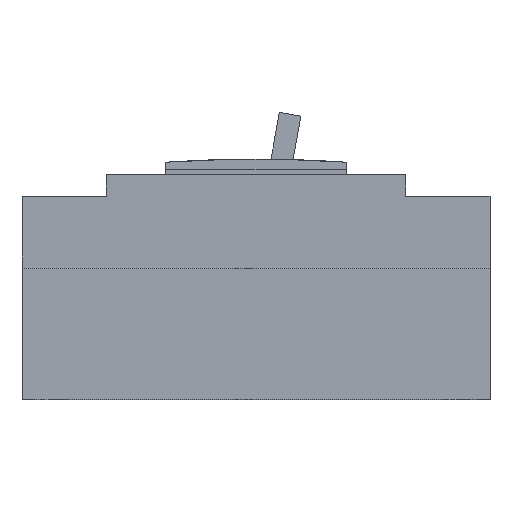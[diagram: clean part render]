
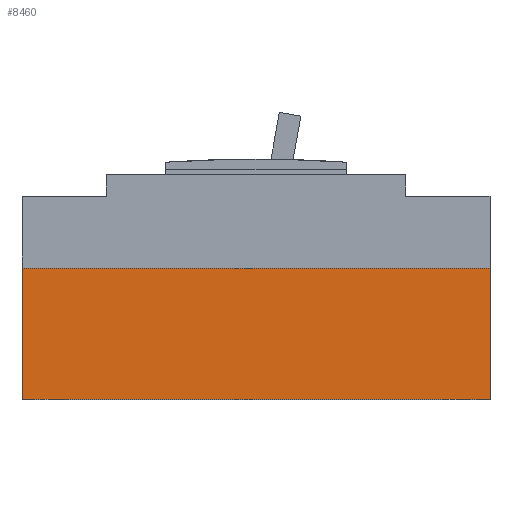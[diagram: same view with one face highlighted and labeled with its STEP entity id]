
A CAD part, top view. The second image highlights one B-rep face of the part: STEP entity #8460.
In plain terms, the highlighted planar face has unit normal (0, 0, 1).
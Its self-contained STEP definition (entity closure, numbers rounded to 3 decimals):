
#473 = VECTOR ( 'NONE', #5763, 1000. ) ;
#975 = AXIS2_PLACEMENT_3D ( 'NONE', #4768, #16890, #3276 ) ;
#1084 = VERTEX_POINT ( 'NONE', #4487 ) ;
#1281 = ORIENTED_EDGE ( 'NONE', *, *, #6132, .T. ) ;
#2956 = VERTEX_POINT ( 'NONE', #5873 ) ;
#3276 = DIRECTION ( 'NONE',  ( -1., 0., 0. ) ) ;
#3349 = CARTESIAN_POINT ( 'NONE',  ( 75., -42., 46. ) ) ;
#3680 = DIRECTION ( 'NONE',  ( 0., 1., 0. ) ) ;
#4487 = CARTESIAN_POINT ( 'NONE',  ( 75., 0., 46. ) ) ;
#4521 = VERTEX_POINT ( 'NONE', #17975 ) ;
#4768 = CARTESIAN_POINT ( 'NONE',  ( 75., -42., 46. ) ) ;
#4954 = LINE ( 'NONE', #6461, #16626 ) ;
#5548 = ORIENTED_EDGE ( 'NONE', *, *, #13672, .F. ) ;
#5763 = DIRECTION ( 'NONE',  ( -1., 0., 0. ) ) ;
#5873 = CARTESIAN_POINT ( 'NONE',  ( -75., 0., 46. ) ) ;
#6132 = EDGE_CURVE ( 'NONE', #17318, #1084, #6697, .T. ) ;
#6461 = CARTESIAN_POINT ( 'NONE',  ( -75., -42., 46. ) ) ;
#6697 = LINE ( 'NONE', #15937, #13620 ) ;
#7153 = ORIENTED_EDGE ( 'NONE', *, *, #7317, .T. ) ;
#7317 = EDGE_CURVE ( 'NONE', #1084, #2956, #7338, .T. ) ;
#7338 = LINE ( 'NONE', #16372, #13335 ) ;
#8460 = ADVANCED_FACE ( 'NONE', ( #10646 ), #18385, .F. ) ;
#8719 = EDGE_LOOP ( 'NONE', ( #7153, #14621, #5548, #1281 ) ) ;
#9972 = CARTESIAN_POINT ( 'NONE',  ( 75., -42., 46. ) ) ;
#10358 = LINE ( 'NONE', #9972, #473 ) ;
#10646 = FACE_OUTER_BOUND ( 'NONE', #8719, .T. ) ;
#13284 = DIRECTION ( 'NONE',  ( -1., 0., 0. ) ) ;
#13335 = VECTOR ( 'NONE', #13284, 1000. ) ;
#13620 = VECTOR ( 'NONE', #19108, 1000. ) ;
#13672 = EDGE_CURVE ( 'NONE', #17318, #4521, #10358, .T. ) ;
#13935 = EDGE_CURVE ( 'NONE', #4521, #2956, #4954, .T. ) ;
#14621 = ORIENTED_EDGE ( 'NONE', *, *, #13935, .F. ) ;
#15937 = CARTESIAN_POINT ( 'NONE',  ( 75., -42., 46. ) ) ;
#16372 = CARTESIAN_POINT ( 'NONE',  ( 75., 0., 46. ) ) ;
#16626 = VECTOR ( 'NONE', #3680, 1000. ) ;
#16890 = DIRECTION ( 'NONE',  ( 0., 0., -1. ) ) ;
#17318 = VERTEX_POINT ( 'NONE', #3349 ) ;
#17975 = CARTESIAN_POINT ( 'NONE',  ( -75., -42., 46. ) ) ;
#18385 = PLANE ( 'NONE',  #975 ) ;
#19108 = DIRECTION ( 'NONE',  ( 0., 1., 0. ) ) ;
